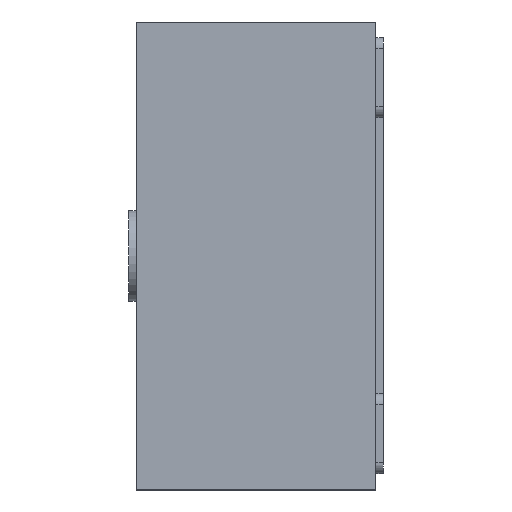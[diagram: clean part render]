
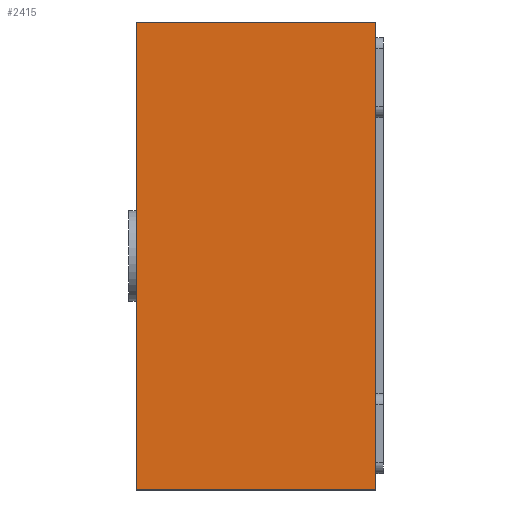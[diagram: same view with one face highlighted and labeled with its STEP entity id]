
A CAD part, left-side view. The second image highlights one B-rep face of the part: STEP entity #2415.
In plain terms, the highlighted planar face has unit normal (-1, 0, 0).
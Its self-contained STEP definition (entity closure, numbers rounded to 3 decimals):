
#203 = VECTOR ( 'NONE', #1723, 1000. ) ;
#274 = DIRECTION ( 'NONE',  ( 0., 0., 1. ) ) ;
#316 = VECTOR ( 'NONE', #697, 1000. ) ;
#343 = FACE_OUTER_BOUND ( 'NONE', #980, .T. ) ;
#438 = ORIENTED_EDGE ( 'NONE', *, *, #813, .F. ) ;
#497 = VERTEX_POINT ( 'NONE', #1303 ) ;
#697 = DIRECTION ( 'NONE',  ( 0., -1., 0. ) ) ;
#726 = DIRECTION ( 'NONE',  ( 0., 0., -1. ) ) ;
#813 = EDGE_CURVE ( 'NONE', #2303, #1348, #2005, .T. ) ;
#820 = ORIENTED_EDGE ( 'NONE', *, *, #2151, .T. ) ;
#838 = ORIENTED_EDGE ( 'NONE', *, *, #1812, .T. ) ;
#862 = LINE ( 'NONE', #1674, #2248 ) ;
#908 = PLANE ( 'NONE',  #1051 ) ;
#980 = EDGE_LOOP ( 'NONE', ( #838, #438, #1098, #820 ) ) ;
#993 = CARTESIAN_POINT ( 'NONE',  ( -1.019, 0.33, 0.644 ) ) ;
#1051 = AXIS2_PLACEMENT_3D ( 'NONE', #1665, #2408, #726 ) ;
#1098 = ORIENTED_EDGE ( 'NONE', *, *, #1526, .F. ) ;
#1303 = CARTESIAN_POINT ( 'NONE',  ( -1.019, -0.33, -0.644 ) ) ;
#1309 = CARTESIAN_POINT ( 'NONE',  ( -1.019, -0.33, 0.644 ) ) ;
#1348 = VERTEX_POINT ( 'NONE', #1309 ) ;
#1374 = LINE ( 'NONE', #993, #1870 ) ;
#1381 = CARTESIAN_POINT ( 'NONE',  ( -1.019, 0.33, 0.644 ) ) ;
#1450 = CARTESIAN_POINT ( 'NONE',  ( -1.019, 0.33, 0.644 ) ) ;
#1526 = EDGE_CURVE ( 'NONE', #1982, #2303, #1374, .T. ) ;
#1536 = LINE ( 'NONE', #2277, #203 ) ;
#1595 = DIRECTION ( 'NONE',  ( 0., 0., 1. ) ) ;
#1665 = CARTESIAN_POINT ( 'NONE',  ( -1.019, 0.33, 0.644 ) ) ;
#1674 = CARTESIAN_POINT ( 'NONE',  ( -1.019, -0.33, 0.644 ) ) ;
#1723 = DIRECTION ( 'NONE',  ( 0., -1., 0. ) ) ;
#1812 = EDGE_CURVE ( 'NONE', #497, #1348, #862, .T. ) ;
#1870 = VECTOR ( 'NONE', #274, 1000. ) ;
#1982 = VERTEX_POINT ( 'NONE', #2444 ) ;
#2005 = LINE ( 'NONE', #1450, #316 ) ;
#2151 = EDGE_CURVE ( 'NONE', #1982, #497, #1536, .T. ) ;
#2248 = VECTOR ( 'NONE', #1595, 1000. ) ;
#2277 = CARTESIAN_POINT ( 'NONE',  ( -1.019, 0.33, -0.644 ) ) ;
#2303 = VERTEX_POINT ( 'NONE', #1381 ) ;
#2408 = DIRECTION ( 'NONE',  ( 1., 0., 0. ) ) ;
#2415 = ADVANCED_FACE ( 'NONE', ( #343 ), #908, .F. ) ;
#2444 = CARTESIAN_POINT ( 'NONE',  ( -1.019, 0.33, -0.644 ) ) ;
